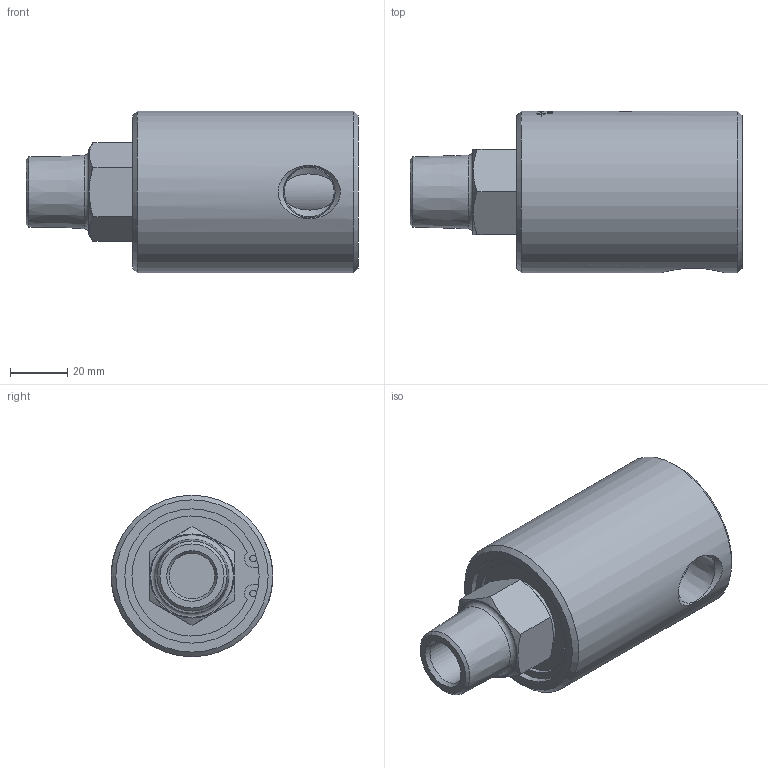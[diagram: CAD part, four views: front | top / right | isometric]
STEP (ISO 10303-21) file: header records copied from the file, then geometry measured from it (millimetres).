
FILE_DESCRIPTION(/* description */ (''),/* implementation_level */ '2;1');
FILE_NAME(/* name */ '1205-000-019-IC.stp',/* time_stamp */ '2020-05-15T17:23:21-05:00',/* author */ ('Moorera'),/* organization */ (''),/* preprocessor_version */ 'ST-DEVELOPER v18.1',/* originating_system */ 'Autodesk Inventor 2020',/* authorisation */ '');
FILE_SCHEMA (('AUTOMOTIVE_DESIGN { 1 0 10303 214 3 1 1 }'));
Products named in the file (1): 1205-000-019-IC
Bounding box: 116.41 x 56.6 x 56.6 mm (x, y, z)
Volume: 204429.2 mm3; surface area: 26470 mm2
Topology: 1 solids, 1 shells, 336 faces, 884 edges, 593 vertices
Faces by surface type: bspline 183, plane 91, cylinder 49, cone 12, torus 1
Full cylindrical faces by diameter (mm): 2.362 x2, 4.7 x1, 6 x1, 16 x1, 17.475 x1, 28.6 x1, 47.06 x1, 56.6 x1
Entity records: 53167 total; most frequent: CARTESIAN_POINT 45647, ORIENTED_EDGE 1768, DIRECTION 1098, EDGE_CURVE 884, VERTEX_POINT 593, AXIS2_PLACEMENT_3D 387, EDGE_LOOP 379, FACE_OUTER_BOUND 336
